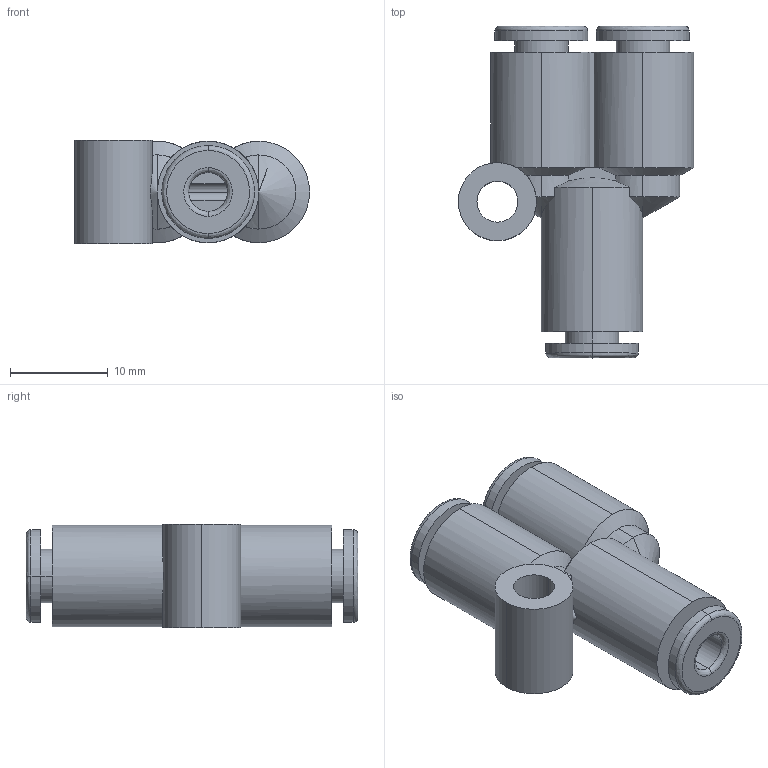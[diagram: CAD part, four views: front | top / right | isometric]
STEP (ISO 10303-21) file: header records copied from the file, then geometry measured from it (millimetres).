
FILE_DESCRIPTION (( 'STEP AP214' ), '1' );
FILE_NAME ('B004M8T2OG.3D.STP', '2013-09-05T12:36:47', ( '' ), ( '' ), 'SwSTEP 2.0', 'SolidWorks 2012', '' );
FILE_SCHEMA (( 'AUTOMOTIVE_DESIGN' ));
Length unit declared in the file: inch
Products named in the file (2): B004M8T2OG.3D; KQ2U03-00.step_KQ2U_03-00
Assembly tree (1 placements, depth 2):
  B004M8T2OG.3D
    KQ2U03-00.step_KQ2U_03-00
Bounding box: 24.1 x 34 x 10.6 mm (x, y, z)
Volume: 3698.1 mm3; surface area: 3128.1 mm2
Topology: 1 solids, 1 shells, 88 faces, 221 edges, 136 vertices
Faces by surface type: cylinder 38, plane 20, bspline 16, cone 14
Entity records: 3284 total; most frequent: CARTESIAN_POINT 1188, DIRECTION 432, ORIENTED_EDGE 430, EDGE_CURVE 215, AXIS2_PLACEMENT_3D 186, VERTEX_POINT 136, CIRCLE 110, EDGE_LOOP 101
